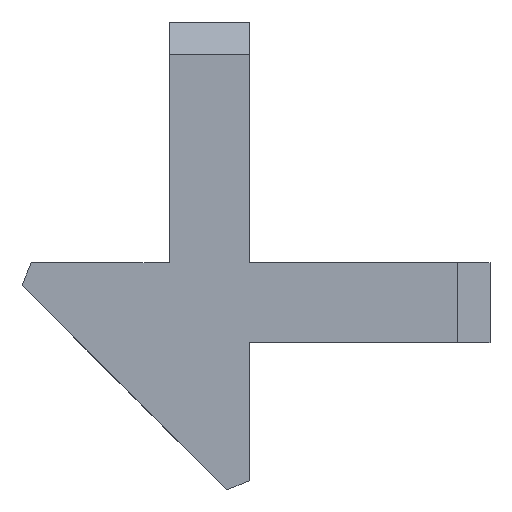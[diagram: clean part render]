
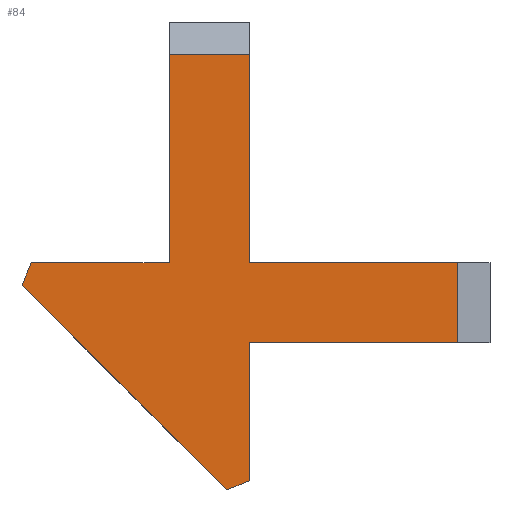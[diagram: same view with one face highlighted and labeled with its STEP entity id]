
A CAD part, left-side view. The second image highlights one B-rep face of the part: STEP entity #84.
In plain terms, the highlighted planar face has unit normal (-1, 0, 0).
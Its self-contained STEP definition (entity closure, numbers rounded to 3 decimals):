
#21 = EDGE_CURVE('',#22,#24,#26,.T.);
#22 = VERTEX_POINT('',#23);
#23 = CARTESIAN_POINT('',(-6.,0.,-5.));
#24 = VERTEX_POINT('',#25);
#25 = CARTESIAN_POINT('',(-6.,-13.,-5.));
#26 = LINE('',#27,#28);
#27 = CARTESIAN_POINT('',(-6.,0.,-5.));
#28 = VECTOR('',#29,1.);
#29 = DIRECTION('',(0.,-1.,0.));
#84 = ADVANCED_FACE('',(#85),#166,.F.);
#85 = FACE_BOUND('',#86,.F.);
#86 = EDGE_LOOP('',(#87,#88,#96,#104,#112,#120,#128,#136,#144,#152,#160)
  );
#87 = ORIENTED_EDGE('',*,*,#21,.F.);
#88 = ORIENTED_EDGE('',*,*,#89,.T.);
#89 = EDGE_CURVE('',#22,#90,#92,.T.);
#90 = VERTEX_POINT('',#91);
#91 = CARTESIAN_POINT('',(-6.,0.,-13.586));
#92 = LINE('',#93,#94);
#93 = CARTESIAN_POINT('',(-6.,0.,-5.));
#94 = VECTOR('',#95,1.);
#95 = DIRECTION('',(0.,0.,-1.));
#96 = ORIENTED_EDGE('',*,*,#97,.T.);
#97 = EDGE_CURVE('',#90,#98,#100,.T.);
#98 = VERTEX_POINT('',#99);
#99 = CARTESIAN_POINT('',(-6.,1.414,-14.172));
#100 = LINE('',#101,#102);
#101 = CARTESIAN_POINT('',(-6.,-1.415,-13.));
#102 = VECTOR('',#103,1.);
#103 = DIRECTION('',(0.,0.924,-0.383)
  );
#104 = ORIENTED_EDGE('',*,*,#105,.F.);
#105 = EDGE_CURVE('',#106,#98,#108,.T.);
#106 = VERTEX_POINT('',#107);
#107 = CARTESIAN_POINT('',(-6.,14.172,-1.414));
#108 = LINE('',#109,#110);
#109 = CARTESIAN_POINT('',(-6.,7.793,-7.793));
#110 = VECTOR('',#111,1.);
#111 = DIRECTION('',(0.,-0.707,-0.707)
  );
#112 = ORIENTED_EDGE('',*,*,#113,.T.);
#113 = EDGE_CURVE('',#106,#114,#116,.T.);
#114 = VERTEX_POINT('',#115);
#115 = CARTESIAN_POINT('',(-6.,13.586,0.));
#116 = LINE('',#117,#118);
#117 = CARTESIAN_POINT('',(-6.,13.,1.415));
#118 = VECTOR('',#119,1.);
#119 = DIRECTION('',(0.,-0.383,0.924)
  );
#120 = ORIENTED_EDGE('',*,*,#121,.T.);
#121 = EDGE_CURVE('',#114,#122,#124,.T.);
#122 = VERTEX_POINT('',#123);
#123 = CARTESIAN_POINT('',(-6.,5.,0.));
#124 = LINE('',#125,#126);
#125 = CARTESIAN_POINT('',(-6.,17.,0.));
#126 = VECTOR('',#127,1.);
#127 = DIRECTION('',(0.,-1.,0.));
#128 = ORIENTED_EDGE('',*,*,#129,.F.);
#129 = EDGE_CURVE('',#130,#122,#132,.T.);
#130 = VERTEX_POINT('',#131);
#131 = CARTESIAN_POINT('',(-6.,5.,13.));
#132 = LINE('',#133,#134);
#133 = CARTESIAN_POINT('',(-6.,5.,15.));
#134 = VECTOR('',#135,1.);
#135 = DIRECTION('',(0.,0.,-1.));
#136 = ORIENTED_EDGE('',*,*,#137,.F.);
#137 = EDGE_CURVE('',#138,#130,#140,.T.);
#138 = VERTEX_POINT('',#139);
#139 = CARTESIAN_POINT('',(-6.,0.,13.));
#140 = LINE('',#141,#142);
#141 = CARTESIAN_POINT('',(-6.,0.,13.));
#142 = VECTOR('',#143,1.);
#143 = DIRECTION('',(0.,1.,0.));
#144 = ORIENTED_EDGE('',*,*,#145,.F.);
#145 = EDGE_CURVE('',#146,#138,#148,.T.);
#146 = VERTEX_POINT('',#147);
#147 = CARTESIAN_POINT('',(-6.,0.,0.));
#148 = LINE('',#149,#150);
#149 = CARTESIAN_POINT('',(-6.,0.,0.));
#150 = VECTOR('',#151,1.);
#151 = DIRECTION('',(0.,0.,1.));
#152 = ORIENTED_EDGE('',*,*,#153,.F.);
#153 = EDGE_CURVE('',#154,#146,#156,.T.);
#154 = VERTEX_POINT('',#155);
#155 = CARTESIAN_POINT('',(-6.,-13.,0.));
#156 = LINE('',#157,#158);
#157 = CARTESIAN_POINT('',(-6.,-15.,0.));
#158 = VECTOR('',#159,1.);
#159 = DIRECTION('',(0.,1.,0.));
#160 = ORIENTED_EDGE('',*,*,#161,.F.);
#161 = EDGE_CURVE('',#24,#154,#162,.T.);
#162 = LINE('',#163,#164);
#163 = CARTESIAN_POINT('',(-6.,-13.,-5.));
#164 = VECTOR('',#165,1.);
#165 = DIRECTION('',(0.,0.,1.));
#166 = PLANE('',#167);
#167 = AXIS2_PLACEMENT_3D('',#168,#169,#170);
#168 = CARTESIAN_POINT('',(-6.,1.049,-1.049));
#169 = DIRECTION('',(1.,0.,0.));
#170 = DIRECTION('',(0.,0.,1.));
